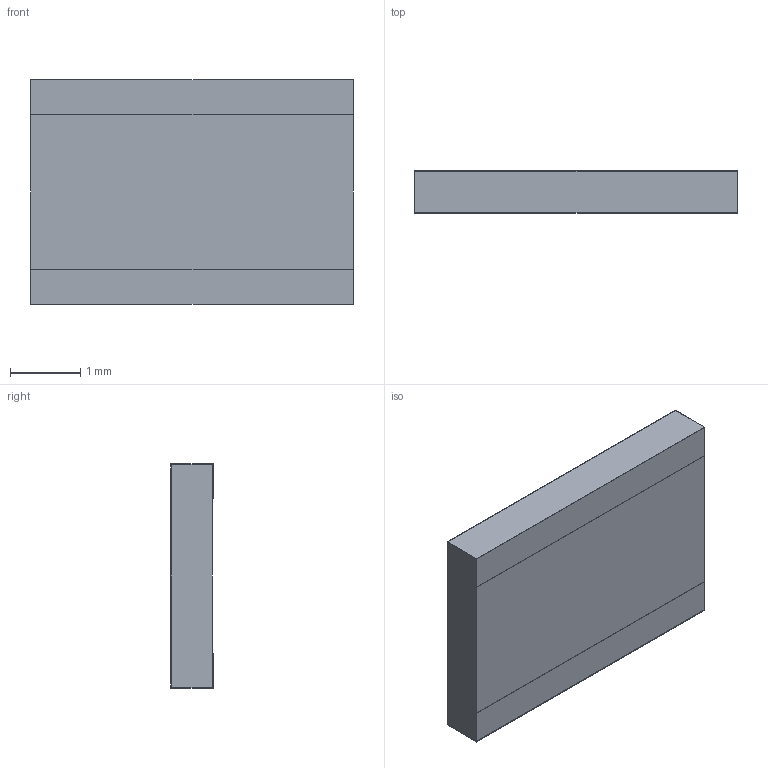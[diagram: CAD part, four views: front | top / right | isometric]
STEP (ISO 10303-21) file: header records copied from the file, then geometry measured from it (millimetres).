
FILE_DESCRIPTION (( 'STEP AP214' ), '1' );
FILE_NAME ('User Library-SMD RESISTOR-1.STEP', '2025-06-11T16:51:03', ( '' ), ( '' ), 'SwSTEP 2.0', 'SolidWorks 2025', '' );
FILE_SCHEMA (( 'AUTOMOTIVE_DESIGN' ));
Length unit declared in the file: millimetre
Products named in the file (1): User Library-SMD RESISTOR-1
Bounding box: 4.6 x 0.6 x 3.2 mm (x, y, z)
Volume: 8.7 mm3; surface area: 87.7 mm2
Topology: 4 solids, 4 shells, 89 faces, 225 edges, 150 vertices
Faces by surface type: plane 60, bspline 29
Entity records: 4717 total; most frequent: CARTESIAN_POINT 2254, ORIENTED_EDGE 450, DIRECTION 289, EDGE_CURVE 225, LINE 167, VECTOR 167, VERTEX_POINT 150, EDGE_LOOP 95
